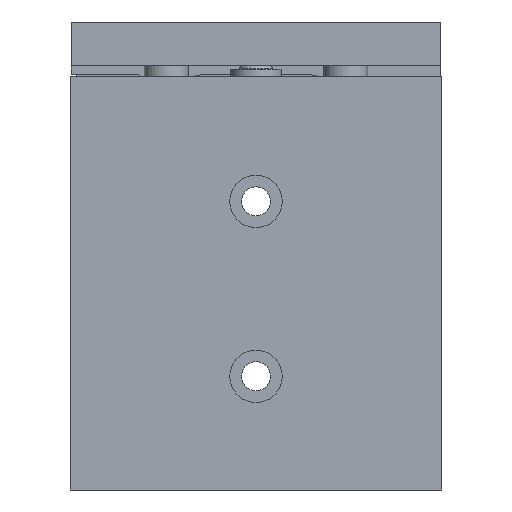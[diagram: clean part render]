
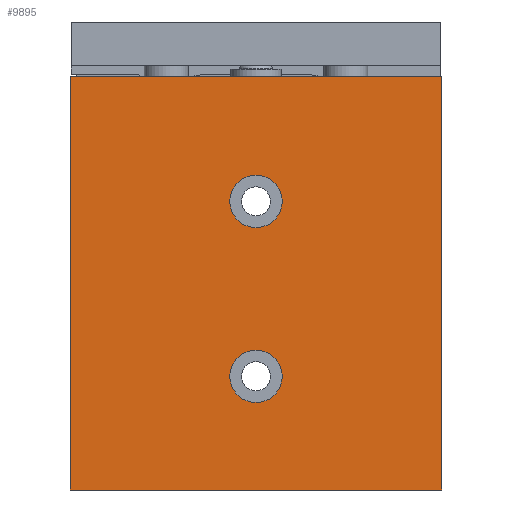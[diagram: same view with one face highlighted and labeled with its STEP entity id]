
A CAD part, front view. The second image highlights one B-rep face of the part: STEP entity #9895.
In plain terms, the highlighted planar face has unit normal (0, -1, 0).
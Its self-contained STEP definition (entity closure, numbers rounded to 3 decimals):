
#87=LINE('',#14349,#747);
#143=LINE('',#14479,#803);
#174=LINE('',#14582,#834);
#175=LINE('',#14588,#835);
#747=VECTOR('',#11544,1000.);
#803=VECTOR('',#11636,1000.);
#834=VECTOR('',#11723,1000.);
#835=VECTOR('',#11730,1000.);
#1401=PLANE('',#10485);
#1820=ORIENTED_EDGE('',*,*,#4179,.F.);
#1821=ORIENTED_EDGE('',*,*,#4180,.F.);
#1822=ORIENTED_EDGE('',*,*,#4059,.F.);
#1823=ORIENTED_EDGE('',*,*,#4178,.F.);
#1824=ORIENTED_EDGE('',*,*,#4125,.T.);
#1825=ORIENTED_EDGE('',*,*,#4181,.T.);
#4059=EDGE_CURVE('',#5252,#5253,#87,.T.);
#4125=EDGE_CURVE('',#5309,#5308,#143,.T.);
#4178=EDGE_CURVE('',#5309,#5252,#174,.T.);
#4179=EDGE_CURVE('',#5353,#5353,#6118,.T.);
#4180=EDGE_CURVE('',#5354,#5354,#6119,.T.);
#4181=EDGE_CURVE('',#5308,#5253,#175,.T.);
#5252=VERTEX_POINT('',#14348);
#5253=VERTEX_POINT('',#14350);
#5308=VERTEX_POINT('',#14478);
#5309=VERTEX_POINT('',#14480);
#5353=VERTEX_POINT('',#14585);
#5354=VERTEX_POINT('',#14587);
#6118=CIRCLE('',#10486,6.);
#6119=CIRCLE('',#10487,6.);
#6620=EDGE_LOOP('',(#1820));
#6621=EDGE_LOOP('',(#1821));
#6622=EDGE_LOOP('',(#1822,#1823,#1824,#1825));
#7346=FACE_BOUND('',#6620,.T.);
#7347=FACE_BOUND('',#6621,.T.);
#7348=FACE_BOUND('',#6622,.T.);
#9895=ADVANCED_FACE('',(#7346,#7347,#7348),#1401,.T.);
#10485=AXIS2_PLACEMENT_3D('',#14583,#11724,#11725);
#10486=AXIS2_PLACEMENT_3D('',#14584,#11726,#11727);
#10487=AXIS2_PLACEMENT_3D('',#14586,#11728,#11729);
#11544=DIRECTION('',(1.,0.,0.));
#11636=DIRECTION('',(1.,0.,0.));
#11723=DIRECTION('',(0.,0.,1.));
#11724=DIRECTION('',(0.,-1.,0.));
#11725=DIRECTION('',(0.,0.,-1.));
#11726=DIRECTION('',(0.,-1.,0.));
#11727=DIRECTION('',(0.,0.,-1.));
#11728=DIRECTION('',(0.,-1.,0.));
#11729=DIRECTION('',(0.,0.,-1.));
#11730=DIRECTION('',(0.,0.,1.));
#14348=CARTESIAN_POINT('',(-42.5,0.,0.));
#14349=CARTESIAN_POINT('',(-42.5,0.,0.));
#14350=CARTESIAN_POINT('',(42.5,0.,0.));
#14478=CARTESIAN_POINT('',(42.5,0.,-94.5));
#14479=CARTESIAN_POINT('',(-42.5,0.,-94.5));
#14480=CARTESIAN_POINT('',(-42.5,0.,-94.5));
#14582=CARTESIAN_POINT('',(-42.5,0.,-94.5));
#14583=CARTESIAN_POINT('',(-42.5,0.,-94.5));
#14584=CARTESIAN_POINT('',(0.,0.,-68.5));
#14585=CARTESIAN_POINT('',(0.,0.,-74.5));
#14586=CARTESIAN_POINT('',(0.,0.,-28.5));
#14587=CARTESIAN_POINT('',(0.,0.,-34.5));
#14588=CARTESIAN_POINT('',(42.5,0.,-94.5));
